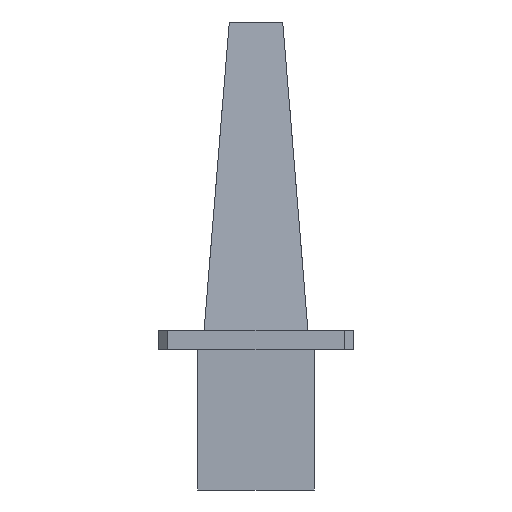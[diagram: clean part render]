
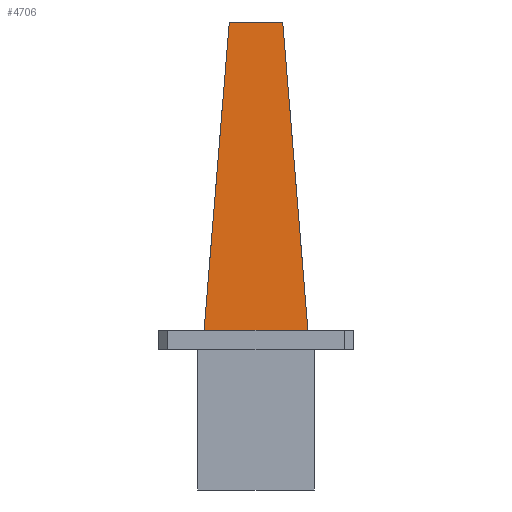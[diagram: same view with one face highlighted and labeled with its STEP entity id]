
A CAD part, front view. The second image highlights one B-rep face of the part: STEP entity #4706.
In plain terms, the highlighted free-form (B-spline) face has degree [1, 1] with [2, 2] control points.
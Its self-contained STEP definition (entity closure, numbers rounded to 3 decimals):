
#4254 = B_SPLINE_SURFACE_WITH_KNOTS('',1,1,(
    (#4255,#4256)
    ,(#4257,#4258
  )),.UNSPECIFIED.,.F.,.F.,.F.,(2,2),(2,2),(0.,0.01),(0.,1.),
  .PIECEWISE_BEZIER_KNOTS.);
#4255 = CARTESIAN_POINT('',(-0.011,0.005,0.));
#4256 = CARTESIAN_POINT('',(-0.006,0.001,0.07));
#4257 = CARTESIAN_POINT('',(-0.011,-0.005,0.));
#4258 = CARTESIAN_POINT('',(-0.006,-0.001,0.07));
#4308 = PLANE('',#4309);
#4309 = AXIS2_PLACEMENT_3D('',#4310,#4311,#4312);
#4310 = CARTESIAN_POINT('',(-0.011,-0.005,0.));
#4311 = DIRECTION('',(0.,0.,-1.));
#4312 = DIRECTION('',(0.914,0.406,0.));
#4379 = VERTEX_POINT('',#4380);
#4380 = CARTESIAN_POINT('',(-0.011,-0.005,0.));
#4401 = EDGE_CURVE('',#4379,#4402,#4404,.T.);
#4402 = VERTEX_POINT('',#4403);
#4403 = CARTESIAN_POINT('',(-0.006,-0.001,0.07));
#4404 = SURFACE_CURVE('',#4405,(#4408,#4415),.PCURVE_S1.);
#4405 = B_SPLINE_CURVE_WITH_KNOTS('',1,(#4406,#4407),.UNSPECIFIED.,.F.,
  .F.,(2,2),(0.,1.),.PIECEWISE_BEZIER_KNOTS.);
#4406 = CARTESIAN_POINT('',(-0.011,-0.005,0.));
#4407 = CARTESIAN_POINT('',(-0.006,-0.001,0.07));
#4408 = PCURVE('',#4254,#4409);
#4409 = DEFINITIONAL_REPRESENTATION('',(#4410),#4414);
#4410 = LINE('',#4411,#4412);
#4411 = CARTESIAN_POINT('',(0.01,0.));
#4412 = VECTOR('',#4413,1.);
#4413 = DIRECTION('',(0.,1.));
#4414 = ( GEOMETRIC_REPRESENTATION_CONTEXT(2) 
PARAMETRIC_REPRESENTATION_CONTEXT() REPRESENTATION_CONTEXT('2D SPACE',''
  ) );
#4415 = PCURVE('',#4416,#4421);
#4416 = B_SPLINE_SURFACE_WITH_KNOTS('',1,1,(
    (#4417,#4418)
    ,(#4419,#4420
  )),.UNSPECIFIED.,.F.,.F.,.F.,(2,2),(2,2),(0.,0.023),(0.,1.),
  .PIECEWISE_BEZIER_KNOTS.);
#4417 = CARTESIAN_POINT('',(-0.011,-0.005,0.));
#4418 = CARTESIAN_POINT('',(-0.006,-0.001,0.07));
#4419 = CARTESIAN_POINT('',(0.011,-0.005,0.));
#4420 = CARTESIAN_POINT('',(0.006,-0.001,0.07));
#4421 = DEFINITIONAL_REPRESENTATION('',(#4422),#4426);
#4422 = LINE('',#4423,#4424);
#4423 = CARTESIAN_POINT('',(0.,0.));
#4424 = VECTOR('',#4425,1.);
#4425 = DIRECTION('',(0.,1.));
#4426 = ( GEOMETRIC_REPRESENTATION_CONTEXT(2) 
PARAMETRIC_REPRESENTATION_CONTEXT() REPRESENTATION_CONTEXT('2D SPACE',''
  ) );
#4443 = PLANE('',#4444);
#4444 = AXIS2_PLACEMENT_3D('',#4445,#4446,#4447);
#4445 = CARTESIAN_POINT('',(-0.006,-0.001,0.07));
#4446 = DIRECTION('',(0.,0.,-1.));
#4447 = DIRECTION('',(0.996,0.089,0.));
#4598 = B_SPLINE_SURFACE_WITH_KNOTS('',1,1,(
    (#4599,#4600)
    ,(#4601,#4602
  )),.UNSPECIFIED.,.F.,.F.,.F.,(2,2),(2,2),(0.,0.01),(0.,1.),
  .PIECEWISE_BEZIER_KNOTS.);
#4599 = CARTESIAN_POINT('',(0.011,-0.005,0.));
#4600 = CARTESIAN_POINT('',(0.006,-0.001,0.07));
#4601 = CARTESIAN_POINT('',(0.011,0.005,0.));
#4602 = CARTESIAN_POINT('',(0.006,0.001,0.07));
#4612 = EDGE_CURVE('',#4379,#4613,#4615,.T.);
#4613 = VERTEX_POINT('',#4614);
#4614 = CARTESIAN_POINT('',(0.011,-0.005,0.));
#4615 = SURFACE_CURVE('',#4616,(#4620,#4627),.PCURVE_S1.);
#4616 = LINE('',#4617,#4618);
#4617 = CARTESIAN_POINT('',(-0.011,-0.005,0.));
#4618 = VECTOR('',#4619,1.);
#4619 = DIRECTION('',(1.,0.,0.));
#4620 = PCURVE('',#4308,#4621);
#4621 = DEFINITIONAL_REPRESENTATION('',(#4622),#4626);
#4622 = LINE('',#4623,#4624);
#4623 = CARTESIAN_POINT('',(0.,0.));
#4624 = VECTOR('',#4625,1.);
#4625 = DIRECTION('',(0.914,0.406));
#4626 = ( GEOMETRIC_REPRESENTATION_CONTEXT(2) 
PARAMETRIC_REPRESENTATION_CONTEXT() REPRESENTATION_CONTEXT('2D SPACE',''
  ) );
#4627 = PCURVE('',#4416,#4628);
#4628 = DEFINITIONAL_REPRESENTATION('',(#4629),#4633);
#4629 = LINE('',#4630,#4631);
#4630 = CARTESIAN_POINT('',(0.,0.));
#4631 = VECTOR('',#4632,1.);
#4632 = DIRECTION('',(1.,0.));
#4633 = ( GEOMETRIC_REPRESENTATION_CONTEXT(2) 
PARAMETRIC_REPRESENTATION_CONTEXT() REPRESENTATION_CONTEXT('2D SPACE',''
  ) );
#4706 = ADVANCED_FACE('',(#4707),#4416,.T.);
#4707 = FACE_BOUND('',#4708,.T.);
#4708 = EDGE_LOOP('',(#4709,#4710,#4732,#4752));
#4709 = ORIENTED_EDGE('',*,*,#4612,.T.);
#4710 = ORIENTED_EDGE('',*,*,#4711,.T.);
#4711 = EDGE_CURVE('',#4613,#4712,#4714,.T.);
#4712 = VERTEX_POINT('',#4713);
#4713 = CARTESIAN_POINT('',(0.006,-0.001,0.07));
#4714 = SURFACE_CURVE('',#4715,(#4718,#4725),.PCURVE_S1.);
#4715 = B_SPLINE_CURVE_WITH_KNOTS('',1,(#4716,#4717),.UNSPECIFIED.,.F.,
  .F.,(2,2),(0.,1.),.PIECEWISE_BEZIER_KNOTS.);
#4716 = CARTESIAN_POINT('',(0.011,-0.005,0.));
#4717 = CARTESIAN_POINT('',(0.006,-0.001,0.07));
#4718 = PCURVE('',#4416,#4719);
#4719 = DEFINITIONAL_REPRESENTATION('',(#4720),#4724);
#4720 = LINE('',#4721,#4722);
#4721 = CARTESIAN_POINT('',(0.023,0.));
#4722 = VECTOR('',#4723,1.);
#4723 = DIRECTION('',(0.,1.));
#4724 = ( GEOMETRIC_REPRESENTATION_CONTEXT(2) 
PARAMETRIC_REPRESENTATION_CONTEXT() REPRESENTATION_CONTEXT('2D SPACE',''
  ) );
#4725 = PCURVE('',#4598,#4726);
#4726 = DEFINITIONAL_REPRESENTATION('',(#4727),#4731);
#4727 = LINE('',#4728,#4729);
#4728 = CARTESIAN_POINT('',(0.,0.));
#4729 = VECTOR('',#4730,1.);
#4730 = DIRECTION('',(0.,1.));
#4731 = ( GEOMETRIC_REPRESENTATION_CONTEXT(2) 
PARAMETRIC_REPRESENTATION_CONTEXT() REPRESENTATION_CONTEXT('2D SPACE',''
  ) );
#4732 = ORIENTED_EDGE('',*,*,#4733,.F.);
#4733 = EDGE_CURVE('',#4402,#4712,#4734,.T.);
#4734 = SURFACE_CURVE('',#4735,(#4739,#4745),.PCURVE_S1.);
#4735 = LINE('',#4736,#4737);
#4736 = CARTESIAN_POINT('',(-0.006,-0.001,0.07));
#4737 = VECTOR('',#4738,1.);
#4738 = DIRECTION('',(1.,0.,0.));
#4739 = PCURVE('',#4416,#4740);
#4740 = DEFINITIONAL_REPRESENTATION('',(#4741),#4744);
#4741 = B_SPLINE_CURVE_WITH_KNOTS('',1,(#4742,#4743),.UNSPECIFIED.,.F.,
  .F.,(2,2),(0.,0.011),.PIECEWISE_BEZIER_KNOTS.);
#4742 = CARTESIAN_POINT('',(0.,1.));
#4743 = CARTESIAN_POINT('',(0.023,1.));
#4744 = ( GEOMETRIC_REPRESENTATION_CONTEXT(2) 
PARAMETRIC_REPRESENTATION_CONTEXT() REPRESENTATION_CONTEXT('2D SPACE',''
  ) );
#4745 = PCURVE('',#4443,#4746);
#4746 = DEFINITIONAL_REPRESENTATION('',(#4747),#4751);
#4747 = LINE('',#4748,#4749);
#4748 = CARTESIAN_POINT('',(0.,0.));
#4749 = VECTOR('',#4750,1.);
#4750 = DIRECTION('',(0.996,0.089));
#4751 = ( GEOMETRIC_REPRESENTATION_CONTEXT(2) 
PARAMETRIC_REPRESENTATION_CONTEXT() REPRESENTATION_CONTEXT('2D SPACE',''
  ) );
#4752 = ORIENTED_EDGE('',*,*,#4401,.F.);
